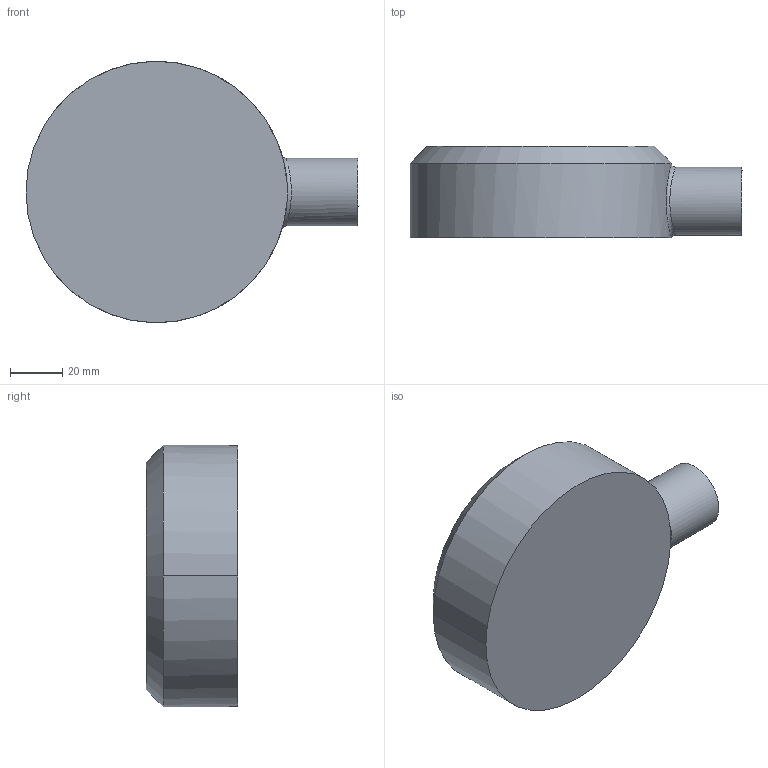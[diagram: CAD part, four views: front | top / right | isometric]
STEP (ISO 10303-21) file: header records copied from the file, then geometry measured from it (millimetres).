
FILE_DESCRIPTION(/* description */ (''),/* implementation_level */ '2;1');
FILE_NAME(/* name */ 'camera junction box.step',/* time_stamp */ '2025-09-18T14:31:34+12:00',/* author */ (''),/* organization */ (''),/* preprocessor_version */ 'ST-DEVELOPER v20.1',/* originating_system */ 'Autodesk Translation Framework v14.17.0.0',/* authorisation */ '');
FILE_SCHEMA (('AUTOMOTIVE_DESIGN { 1 0 10303 214 3 1 1 }'));
Length unit declared in the file: millimetre
Products named in the file (1): camera junction box
Bounding box: 127.01 x 35 x 100 mm (x, y, z)
Volume: 85817.7 mm3; surface area: 46083.8 mm2
Topology: 1 solids, 1 shells, 50 faces, 128 edges, 81 vertices
Faces by surface type: cylinder 20, plane 11, torus 9, bspline 8, cone 2
Full cylindrical faces by diameter (mm): 4.1 x4, 8 x1, 16 x1
Entity records: 2550 total; most frequent: CARTESIAN_POINT 1357, ORIENTED_EDGE 256, DIRECTION 219, EDGE_CURVE 128, AXIS2_PLACEMENT_3D 94, VERTEX_POINT 81, EDGE_LOOP 61, CIRCLE 51
